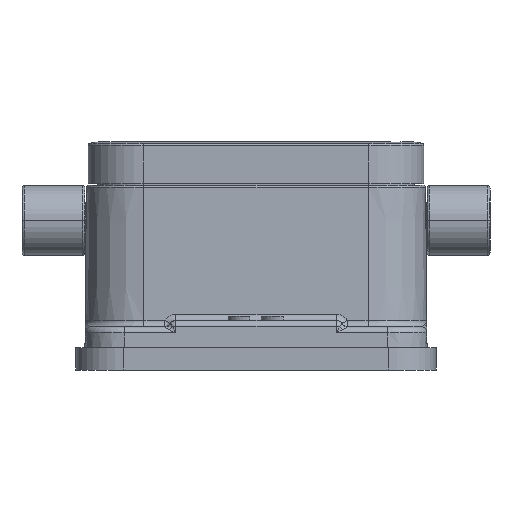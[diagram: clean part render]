
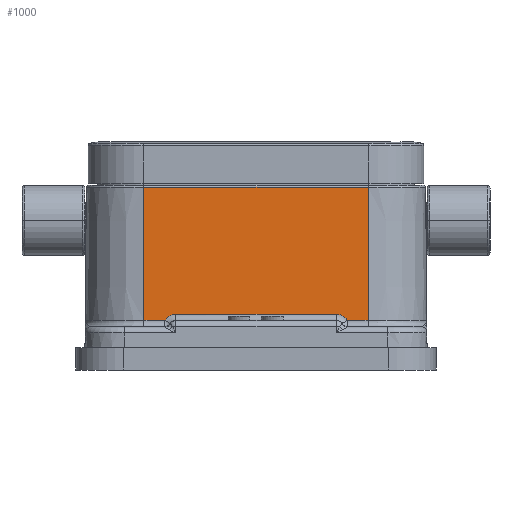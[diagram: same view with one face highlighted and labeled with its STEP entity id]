
A CAD part, left-side view. The second image highlights one B-rep face of the part: STEP entity #1000.
In plain terms, the highlighted planar face has unit normal (-1, 0, 0.009).
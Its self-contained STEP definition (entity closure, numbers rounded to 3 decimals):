
#432=B_SPLINE_CURVE_WITH_KNOTS('',3,(#14180,#14181,#14182,#14183,#14184,
#14185,#14186,#14187,#14188,#14189,#14190),.UNSPECIFIED.,.F.,.F.,(4,2,1,
2,2,4),(0.,0.5,0.625,0.688,0.75,
1.),.UNSPECIFIED.);
#433=B_SPLINE_CURVE_WITH_KNOTS('',3,(#14194,#14195,#14196,#14197,#14198,
#14199,#14200,#14201,#14202,#14203,#14204),.UNSPECIFIED.,.F.,.F.,(4,2,1,
2,2,4),(0.,0.5,0.625,0.688,0.75,
1.),.UNSPECIFIED.);
#1000=ADVANCED_FACE('NONE',(#1648),#1312,.T.);
#1312=PLANE('',#8578);
#1648=FACE_OUTER_BOUND('',#2147,.T.);
#2147=EDGE_LOOP('',(#4124,#4125,#4126,#4127,#4128,#4129,#4130,#4131));
#4124=ORIENTED_EDGE('',*,*,#6657,.T.);
#4125=ORIENTED_EDGE('',*,*,#6658,.T.);
#4126=ORIENTED_EDGE('',*,*,#6659,.T.);
#4127=ORIENTED_EDGE('',*,*,#6475,.T.);
#4128=ORIENTED_EDGE('',*,*,#6626,.F.);
#4129=ORIENTED_EDGE('',*,*,#6660,.T.);
#4130=ORIENTED_EDGE('',*,*,#6644,.F.);
#4131=ORIENTED_EDGE('',*,*,#6615,.T.);
#5589=VERTEX_POINT('',#13385);
#5590=VERTEX_POINT('',#13387);
#5654=VERTEX_POINT('',#13764);
#5655=VERTEX_POINT('',#13768);
#5659=VERTEX_POINT('',#13827);
#5666=VERTEX_POINT('',#14023);
#5669=VERTEX_POINT('',#14191);
#5670=VERTEX_POINT('',#14193);
#6475=EDGE_CURVE('NONE',#5590,#5589,#7325,.T.);
#6615=EDGE_CURVE('NONE',#5654,#5655,#7405,.T.);
#6626=EDGE_CURVE('NONE',#5659,#5589,#7408,.T.);
#6644=EDGE_CURVE('NONE',#5654,#5666,#7413,.T.);
#6657=EDGE_CURVE('NONE',#5655,#5669,#432,.T.);
#6658=EDGE_CURVE('NONE',#5669,#5670,#7417,.T.);
#6659=EDGE_CURVE('NONE',#5670,#5590,#433,.T.);
#6660=EDGE_CURVE('NONE',#5659,#5666,#7418,.T.);
#7325=LINE('',#13386,#7858);
#7405=LINE('',#13767,#7938);
#7408=LINE('',#13828,#7941);
#7413=LINE('',#14022,#7946);
#7417=LINE('',#14192,#7950);
#7418=LINE('',#14205,#7951);
#7858=VECTOR('',#9907,1.);
#7938=VECTOR('',#10187,1.);
#7941=VECTOR('',#10216,1.);
#7946=VECTOR('',#10259,1.);
#7950=VECTOR('',#10285,1.);
#7951=VECTOR('',#10286,1.);
#8578=AXIS2_PLACEMENT_3D('',#14206,#10287,#10288);
#9907=DIRECTION('',(0.,-1.,0.));
#10187=DIRECTION('',(0.,-1.,0.));
#10216=DIRECTION('',(-0.009,0.,-1.));
#10259=DIRECTION('',(0.009,0.,1.));
#10285=DIRECTION('',(0.,-1.,0.));
#10286=DIRECTION('',(0.,1.,0.));
#10287=DIRECTION('',(-1.,0.,0.009));
#10288=DIRECTION('',(0.009,0.,1.));
#13385=CARTESIAN_POINT('',(-59.958,-14.25,4.793));
#13386=CARTESIAN_POINT('',(-59.958,-21.75,4.793));
#13387=CARTESIAN_POINT('',(-59.958,-11.585,4.793));
#13764=CARTESIAN_POINT('',(-59.958,14.25,4.793));
#13767=CARTESIAN_POINT('',(-59.958,-21.75,4.793));
#13768=CARTESIAN_POINT('',(-59.958,11.585,4.793));
#13827=CARTESIAN_POINT('',(-59.811,-14.25,21.703));
#13828=CARTESIAN_POINT('',(-59.958,-14.25,4.793));
#14022=CARTESIAN_POINT('',(-59.958,14.25,4.793));
#14023=CARTESIAN_POINT('',(-59.811,14.25,21.703));
#14180=CARTESIAN_POINT('',(-59.958,11.585,4.793));
#14181=CARTESIAN_POINT('',(-59.956,11.442,5.041));
#14182=CARTESIAN_POINT('',(-59.954,11.246,5.236));
#14183=CARTESIAN_POINT('',(-59.953,10.938,5.414));
#14184=CARTESIAN_POINT('',(-59.952,10.843,5.461));
#14185=CARTESIAN_POINT('',(-59.952,10.743,5.498));
#14186=CARTESIAN_POINT('',(-59.952,10.676,5.521));
#14187=CARTESIAN_POINT('',(-59.952,10.64,5.532));
#14188=CARTESIAN_POINT('',(-59.951,10.474,5.575));
#14189=CARTESIAN_POINT('',(-59.951,10.338,5.593));
#14190=CARTESIAN_POINT('',(-59.951,10.2,5.593));
#14191=CARTESIAN_POINT('',(-59.951,10.2,5.593));
#14192=CARTESIAN_POINT('',(-59.951,-21.75,5.593));
#14193=CARTESIAN_POINT('',(-59.951,-10.2,5.593));
#14194=CARTESIAN_POINT('',(-59.951,-10.2,5.593));
#14195=CARTESIAN_POINT('',(-59.951,-10.486,5.593));
#14196=CARTESIAN_POINT('',(-59.952,-10.753,5.521));
#14197=CARTESIAN_POINT('',(-59.953,-11.061,5.343));
#14198=CARTESIAN_POINT('',(-59.954,-11.149,5.284));
#14199=CARTESIAN_POINT('',(-59.954,-11.231,5.216));
#14200=CARTESIAN_POINT('',(-59.955,-11.285,5.169));
#14201=CARTESIAN_POINT('',(-59.955,-11.312,5.144));
#14202=CARTESIAN_POINT('',(-59.956,-11.432,5.022));
#14203=CARTESIAN_POINT('',(-59.957,-11.516,4.913));
#14204=CARTESIAN_POINT('',(-59.958,-11.585,4.793));
#14205=CARTESIAN_POINT('',(-59.811,-21.75,21.703));
#14206=CARTESIAN_POINT('',(-60.,-21.75,0.));
